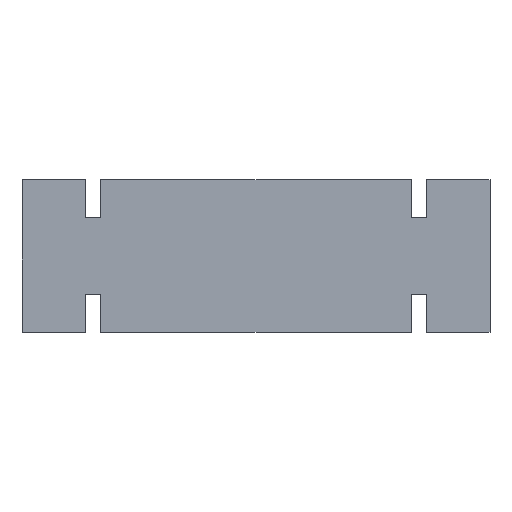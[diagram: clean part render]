
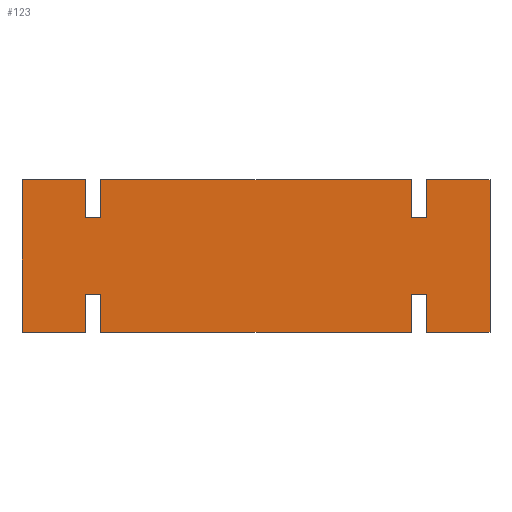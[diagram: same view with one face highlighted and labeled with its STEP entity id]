
A CAD part, top view. The second image highlights one B-rep face of the part: STEP entity #123.
In plain terms, the highlighted planar face has unit normal (0, 0, 1).
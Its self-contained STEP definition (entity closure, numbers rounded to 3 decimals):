
#11 = VERTEX_POINT ( 'NONE', #268 ) ;
#14 = VERTEX_POINT ( 'NONE', #20 ) ;
#19 = LINE ( 'NONE', #31, #382 ) ;
#20 = CARTESIAN_POINT ( 'NONE',  ( -184., 60., 6. ) ) ;
#24 = DIRECTION ( 'NONE',  ( 1., 0., 0. ) ) ;
#27 = CARTESIAN_POINT ( 'NONE',  ( -153., 0., 6. ) ) ;
#31 = CARTESIAN_POINT ( 'NONE',  ( -25., 0., 6. ) ) ;
#32 = EDGE_CURVE ( 'NONE', #420, #14, #569, .T. ) ;
#33 = CARTESIAN_POINT ( 'NONE',  ( 0., 60., 6. ) ) ;
#42 = LINE ( 'NONE', #336, #493 ) ;
#44 = ORIENTED_EDGE ( 'NONE', *, *, #307, .T. ) ;
#46 = LINE ( 'NONE', #459, #205 ) ;
#49 = EDGE_LOOP ( 'NONE', ( #161, #535, #356, #129, #380, #115, #581, #65, #721, #712, #125, #486, #201, #44, #119, #227, #235, #409, #684, #723 ) ) ;
#51 = LINE ( 'NONE', #283, #470 ) ;
#59 = CARTESIAN_POINT ( 'NONE',  ( -31., 45., 6. ) ) ;
#60 = EDGE_CURVE ( 'NONE', #640, #718, #346, .T. ) ;
#61 = VERTEX_POINT ( 'NONE', #234 ) ;
#62 = VECTOR ( 'NONE', #211, 1000. ) ;
#63 = VECTOR ( 'NONE', #484, 1000. ) ;
#65 = ORIENTED_EDGE ( 'NONE', *, *, #395, .T. ) ;
#72 = EDGE_CURVE ( 'NONE', #61, #179, #42, .T. ) ;
#74 = VECTOR ( 'NONE', #272, 1000. ) ;
#76 = DIRECTION ( 'NONE',  ( 1., 0., 0. ) ) ;
#79 = CARTESIAN_POINT ( 'NONE',  ( -153., 45., 6. ) ) ;
#109 = EDGE_CURVE ( 'NONE', #332, #156, #575, .T. ) ;
#115 = ORIENTED_EDGE ( 'NONE', *, *, #539, .F. ) ;
#116 = LINE ( 'NONE', #158, #642 ) ;
#119 = ORIENTED_EDGE ( 'NONE', *, *, #433, .F. ) ;
#121 = CARTESIAN_POINT ( 'NONE',  ( -31., 60., 6. ) ) ;
#123 = ADVANCED_FACE ( 'NONE', ( #707 ), #340, .T. ) ;
#125 = ORIENTED_EDGE ( 'NONE', *, *, #72, .F. ) ;
#127 = DIRECTION ( 'NONE',  ( 1., 0., 0. ) ) ;
#129 = ORIENTED_EDGE ( 'NONE', *, *, #374, .T. ) ;
#132 = EDGE_CURVE ( 'NONE', #608, #558, #284, .T. ) ;
#137 = DIRECTION ( 'NONE',  ( -1., 0., 0. ) ) ;
#139 = LINE ( 'NONE', #739, #421 ) ;
#144 = VERTEX_POINT ( 'NONE', #692 ) ;
#152 = CARTESIAN_POINT ( 'NONE',  ( -159., 0., 6. ) ) ;
#156 = VERTEX_POINT ( 'NONE', #696 ) ;
#158 = CARTESIAN_POINT ( 'NONE',  ( -31., 0., 6. ) ) ;
#161 = ORIENTED_EDGE ( 'NONE', *, *, #60, .F. ) ;
#164 = DIRECTION ( 'NONE',  ( 0., -1., 0. ) ) ;
#179 = VERTEX_POINT ( 'NONE', #662 ) ;
#198 = LINE ( 'NONE', #312, #516 ) ;
#201 = ORIENTED_EDGE ( 'NONE', *, *, #132, .F. ) ;
#205 = VECTOR ( 'NONE', #742, 1000. ) ;
#211 = DIRECTION ( 'NONE',  ( 1., 0., 0. ) ) ;
#216 = CARTESIAN_POINT ( 'NONE',  ( -159., 15., 6. ) ) ;
#221 = CARTESIAN_POINT ( 'NONE',  ( -153., 0., 6. ) ) ;
#227 = ORIENTED_EDGE ( 'NONE', *, *, #401, .F. ) ;
#228 = DIRECTION ( 'NONE',  ( 1., 0., 0. ) ) ;
#233 = CARTESIAN_POINT ( 'NONE',  ( 0., 0., 6. ) ) ;
#234 = CARTESIAN_POINT ( 'NONE',  ( -25., 45., 6. ) ) ;
#235 = ORIENTED_EDGE ( 'NONE', *, *, #749, .F. ) ;
#254 = CARTESIAN_POINT ( 'NONE',  ( 0., 0., 6. ) ) ;
#258 = LINE ( 'NONE', #387, #392 ) ;
#262 = CARTESIAN_POINT ( 'NONE',  ( 0., 0., 6. ) ) ;
#268 = CARTESIAN_POINT ( 'NONE',  ( -184., 0., 6. ) ) ;
#269 = EDGE_CURVE ( 'NONE', #558, #61, #658, .T. ) ;
#272 = DIRECTION ( 'NONE',  ( 0., -1., 0. ) ) ;
#283 = CARTESIAN_POINT ( 'NONE',  ( -184., 0., 6. ) ) ;
#284 = LINE ( 'NONE', #121, #74 ) ;
#287 = EDGE_CURVE ( 'NONE', #471, #144, #422, .T. ) ;
#290 = VECTOR ( 'NONE', #385, 1000. ) ;
#297 = DIRECTION ( 'NONE',  ( -1., 0., 0. ) ) ;
#306 = AXIS2_PLACEMENT_3D ( 'NONE', #652, #761, #464 ) ;
#307 = EDGE_CURVE ( 'NONE', #608, #656, #309, .T. ) ;
#309 = LINE ( 'NONE', #549, #574 ) ;
#310 = VERTEX_POINT ( 'NONE', #357 ) ;
#312 = CARTESIAN_POINT ( 'NONE',  ( -153., 60., 6. ) ) ;
#316 = LINE ( 'NONE', #262, #62 ) ;
#321 = LINE ( 'NONE', #681, #290 ) ;
#331 = EDGE_CURVE ( 'NONE', #502, #310, #19, .T. ) ;
#332 = VERTEX_POINT ( 'NONE', #27 ) ;
#336 = CARTESIAN_POINT ( 'NONE',  ( -25., 60., 6. ) ) ;
#340 = PLANE ( 'NONE',  #306 ) ;
#346 = LINE ( 'NONE', #638, #457 ) ;
#356 = ORIENTED_EDGE ( 'NONE', *, *, #109, .F. ) ;
#357 = CARTESIAN_POINT ( 'NONE',  ( -25., 15., 6. ) ) ;
#374 = EDGE_CURVE ( 'NONE', #332, #637, #444, .T. ) ;
#378 = LINE ( 'NONE', #617, #621 ) ;
#380 = ORIENTED_EDGE ( 'NONE', *, *, #634, .F. ) ;
#382 = VECTOR ( 'NONE', #568, 1000. ) ;
#385 = DIRECTION ( 'NONE',  ( 0., -1., 0. ) ) ;
#387 = CARTESIAN_POINT ( 'NONE',  ( 0., 60., 6. ) ) ;
#392 = VECTOR ( 'NONE', #137, 1000. ) ;
#395 = EDGE_CURVE ( 'NONE', #502, #471, #316, .T. ) ;
#401 = EDGE_CURVE ( 'NONE', #675, #708, #139, .T. ) ;
#404 = CARTESIAN_POINT ( 'NONE',  ( -31., 45., 6. ) ) ;
#409 = ORIENTED_EDGE ( 'NONE', *, *, #32, .T. ) ;
#415 = EDGE_CURVE ( 'NONE', #156, #640, #378, .T. ) ;
#420 = VERTEX_POINT ( 'NONE', #734 ) ;
#421 = VECTOR ( 'NONE', #76, 1000. ) ;
#422 = LINE ( 'NONE', #533, #63 ) ;
#426 = EDGE_CURVE ( 'NONE', #144, #179, #258, .T. ) ;
#433 = EDGE_CURVE ( 'NONE', #708, #656, #198, .T. ) ;
#444 = LINE ( 'NONE', #254, #545 ) ;
#457 = VECTOR ( 'NONE', #164, 1000. ) ;
#459 = CARTESIAN_POINT ( 'NONE',  ( -31., 15., 6. ) ) ;
#464 = DIRECTION ( 'NONE',  ( 1., 0., 0. ) ) ;
#467 = CARTESIAN_POINT ( 'NONE',  ( -31., 60., 6. ) ) ;
#470 = VECTOR ( 'NONE', #685, 1000. ) ;
#471 = VERTEX_POINT ( 'NONE', #505 ) ;
#472 = VECTOR ( 'NONE', #513, 1000. ) ;
#473 = DIRECTION ( 'NONE',  ( 0., 1., 0. ) ) ;
#484 = DIRECTION ( 'NONE',  ( 0., 1., 0. ) ) ;
#486 = ORIENTED_EDGE ( 'NONE', *, *, #269, .F. ) ;
#489 = CARTESIAN_POINT ( 'NONE',  ( -153., 60., 6. ) ) ;
#493 = VECTOR ( 'NONE', #473, 1000. ) ;
#502 = VERTEX_POINT ( 'NONE', #520 ) ;
#505 = CARTESIAN_POINT ( 'NONE',  ( 0., 0., 6. ) ) ;
#511 = DIRECTION ( 'NONE',  ( -1., 0., 0. ) ) ;
#513 = DIRECTION ( 'NONE',  ( 0., 1., 0. ) ) ;
#516 = VECTOR ( 'NONE', #672, 1000. ) ;
#520 = CARTESIAN_POINT ( 'NONE',  ( -25., 0., 6. ) ) ;
#533 = CARTESIAN_POINT ( 'NONE',  ( 0., 0., 6. ) ) ;
#534 = EDGE_CURVE ( 'NONE', #11, #718, #573, .T. ) ;
#535 = ORIENTED_EDGE ( 'NONE', *, *, #415, .F. ) ;
#539 = EDGE_CURVE ( 'NONE', #310, #598, #46, .T. ) ;
#545 = VECTOR ( 'NONE', #24, 1000. ) ;
#549 = CARTESIAN_POINT ( 'NONE',  ( 0., 60., 6. ) ) ;
#554 = CARTESIAN_POINT ( 'NONE',  ( -159., 45., 6. ) ) ;
#555 = DIRECTION ( 'NONE',  ( -1., 0., 0. ) ) ;
#558 = VERTEX_POINT ( 'NONE', #404 ) ;
#568 = DIRECTION ( 'NONE',  ( 0., 1., 0. ) ) ;
#569 = LINE ( 'NONE', #33, #727 ) ;
#573 = LINE ( 'NONE', #233, #736 ) ;
#574 = VECTOR ( 'NONE', #297, 1000. ) ;
#575 = LINE ( 'NONE', #221, #472 ) ;
#577 = DIRECTION ( 'NONE',  ( 0., -1., 0. ) ) ;
#581 = ORIENTED_EDGE ( 'NONE', *, *, #331, .F. ) ;
#598 = VERTEX_POINT ( 'NONE', #641 ) ;
#608 = VERTEX_POINT ( 'NONE', #467 ) ;
#610 = EDGE_CURVE ( 'NONE', #14, #11, #51, .T. ) ;
#617 = CARTESIAN_POINT ( 'NONE',  ( -159., 15., 6. ) ) ;
#621 = VECTOR ( 'NONE', #555, 1000. ) ;
#630 = CARTESIAN_POINT ( 'NONE',  ( -31., 0., 6. ) ) ;
#634 = EDGE_CURVE ( 'NONE', #598, #637, #116, .T. ) ;
#637 = VERTEX_POINT ( 'NONE', #630 ) ;
#638 = CARTESIAN_POINT ( 'NONE',  ( -159., 0., 6. ) ) ;
#640 = VERTEX_POINT ( 'NONE', #216 ) ;
#641 = CARTESIAN_POINT ( 'NONE',  ( -31., 15., 6. ) ) ;
#642 = VECTOR ( 'NONE', #577, 1000. ) ;
#652 = CARTESIAN_POINT ( 'NONE',  ( 0., 0., 6. ) ) ;
#656 = VERTEX_POINT ( 'NONE', #489 ) ;
#658 = LINE ( 'NONE', #59, #753 ) ;
#662 = CARTESIAN_POINT ( 'NONE',  ( -25., 60., 6. ) ) ;
#672 = DIRECTION ( 'NONE',  ( 0., 1., 0. ) ) ;
#675 = VERTEX_POINT ( 'NONE', #554 ) ;
#681 = CARTESIAN_POINT ( 'NONE',  ( -159., 60., 6. ) ) ;
#684 = ORIENTED_EDGE ( 'NONE', *, *, #610, .T. ) ;
#685 = DIRECTION ( 'NONE',  ( 0., -1., 0. ) ) ;
#692 = CARTESIAN_POINT ( 'NONE',  ( 0., 60., 6. ) ) ;
#696 = CARTESIAN_POINT ( 'NONE',  ( -153., 15., 6. ) ) ;
#707 = FACE_OUTER_BOUND ( 'NONE', #49, .T. ) ;
#708 = VERTEX_POINT ( 'NONE', #79 ) ;
#712 = ORIENTED_EDGE ( 'NONE', *, *, #426, .T. ) ;
#718 = VERTEX_POINT ( 'NONE', #152 ) ;
#721 = ORIENTED_EDGE ( 'NONE', *, *, #287, .T. ) ;
#723 = ORIENTED_EDGE ( 'NONE', *, *, #534, .T. ) ;
#727 = VECTOR ( 'NONE', #511, 1000. ) ;
#734 = CARTESIAN_POINT ( 'NONE',  ( -159., 60., 6. ) ) ;
#736 = VECTOR ( 'NONE', #228, 1000. ) ;
#739 = CARTESIAN_POINT ( 'NONE',  ( -159., 45., 6. ) ) ;
#742 = DIRECTION ( 'NONE',  ( -1., 0., 0. ) ) ;
#749 = EDGE_CURVE ( 'NONE', #420, #675, #321, .T. ) ;
#753 = VECTOR ( 'NONE', #127, 1000. ) ;
#761 = DIRECTION ( 'NONE',  ( 0., 0., 1. ) ) ;
